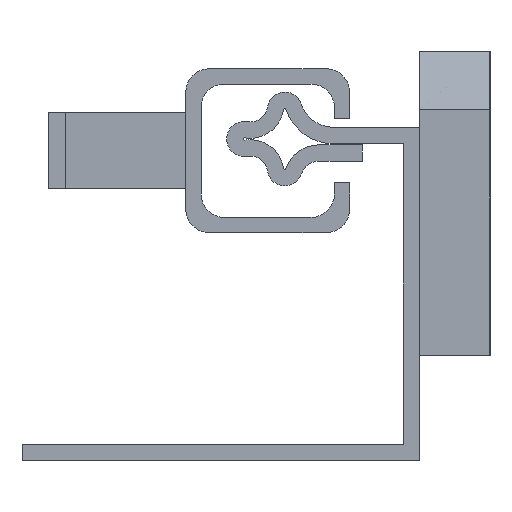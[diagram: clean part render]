
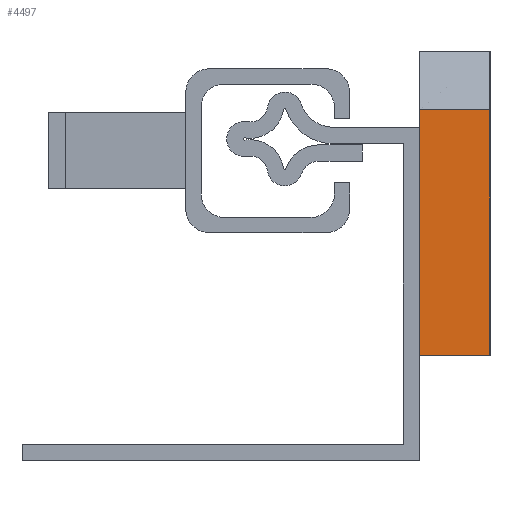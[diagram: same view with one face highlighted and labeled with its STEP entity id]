
A CAD part, left-side view. The second image highlights one B-rep face of the part: STEP entity #4497.
In plain terms, the highlighted planar face has unit normal (-1, 0, 0).
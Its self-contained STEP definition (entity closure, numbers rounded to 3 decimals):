
#125 = DIRECTION ( 'NONE',  ( 0., -1., 0. ) ) ;
#436 = VECTOR ( 'NONE', #1677, 1000. ) ;
#478 = CARTESIAN_POINT ( 'NONE',  ( -87., 13., 0. ) ) ;
#687 = EDGE_CURVE ( 'NONE', #2304, #4217, #2983, .T. ) ;
#833 = LINE ( 'NONE', #478, #3071 ) ;
#1075 = LINE ( 'NONE', #3227, #436 ) ;
#1184 = DIRECTION ( 'NONE',  ( 0., 0., -1. ) ) ;
#1322 = DIRECTION ( 'NONE',  ( 1., 0., 0. ) ) ;
#1514 = ORIENTED_EDGE ( 'NONE', *, *, #3154, .T. ) ;
#1545 = EDGE_LOOP ( 'NONE', ( #1514, #1645, #2424, #3814 ) ) ;
#1594 = VERTEX_POINT ( 'NONE', #4557 ) ;
#1645 = ORIENTED_EDGE ( 'NONE', *, *, #3209, .F. ) ;
#1677 = DIRECTION ( 'NONE',  ( 0., 0., -1. ) ) ;
#1678 = FACE_OUTER_BOUND ( 'NONE', #1545, .T. ) ;
#1761 = VERTEX_POINT ( 'NONE', #4116 ) ;
#1976 = CARTESIAN_POINT ( 'NONE',  ( -87., 13., 6. ) ) ;
#2021 = VECTOR ( 'NONE', #3930, 1000. ) ;
#2059 = EDGE_CURVE ( 'NONE', #2304, #1761, #2504, .T. ) ;
#2304 = VERTEX_POINT ( 'NONE', #1976 ) ;
#2424 = ORIENTED_EDGE ( 'NONE', *, *, #2059, .F. ) ;
#2504 = LINE ( 'NONE', #4243, #2021 ) ;
#2765 = CARTESIAN_POINT ( 'NONE',  ( -87., 13., 6. ) ) ;
#2983 = LINE ( 'NONE', #3400, #3657 ) ;
#3071 = VECTOR ( 'NONE', #125, 1000. ) ;
#3122 = DIRECTION ( 'NONE',  ( 0., 0., -1. ) ) ;
#3154 = EDGE_CURVE ( 'NONE', #4217, #1594, #833, .T. ) ;
#3209 = EDGE_CURVE ( 'NONE', #1761, #1594, #1075, .T. ) ;
#3227 = CARTESIAN_POINT ( 'NONE',  ( -87., -8., 6. ) ) ;
#3400 = CARTESIAN_POINT ( 'NONE',  ( -87., 13., 6. ) ) ;
#3657 = VECTOR ( 'NONE', #1184, 1000. ) ;
#3814 = ORIENTED_EDGE ( 'NONE', *, *, #687, .T. ) ;
#3819 = PLANE ( 'NONE',  #4252 ) ;
#3872 = CARTESIAN_POINT ( 'NONE',  ( -87., 13., 0. ) ) ;
#3930 = DIRECTION ( 'NONE',  ( 0., -1., 0. ) ) ;
#4116 = CARTESIAN_POINT ( 'NONE',  ( -87., -8., 6. ) ) ;
#4217 = VERTEX_POINT ( 'NONE', #3872 ) ;
#4243 = CARTESIAN_POINT ( 'NONE',  ( -87., 13., 6. ) ) ;
#4252 = AXIS2_PLACEMENT_3D ( 'NONE', #2765, #1322, #3122 ) ;
#4497 = ADVANCED_FACE ( 'NONE', ( #1678 ), #3819, .F. ) ;
#4557 = CARTESIAN_POINT ( 'NONE',  ( -87., -8., 0. ) ) ;
